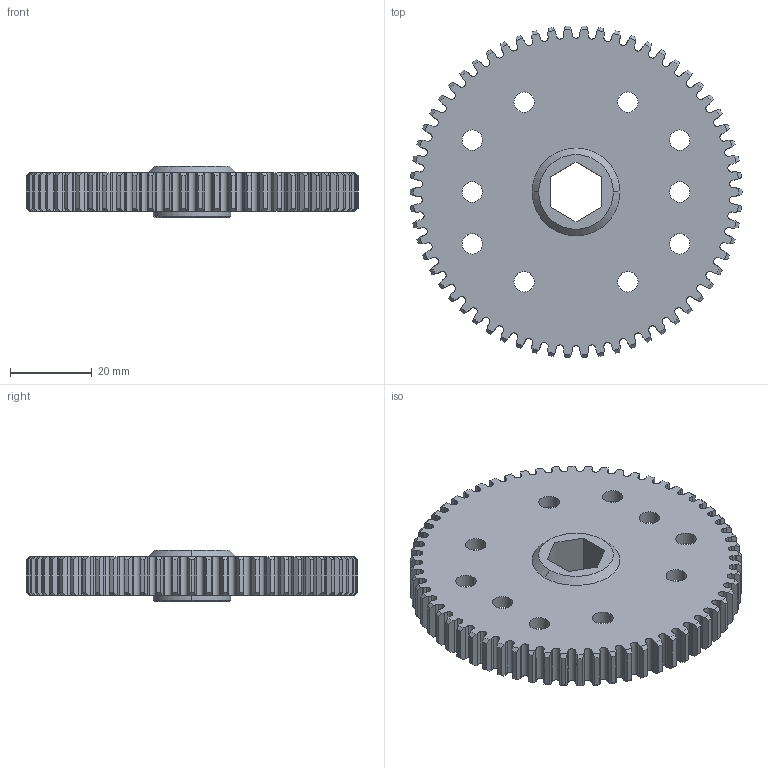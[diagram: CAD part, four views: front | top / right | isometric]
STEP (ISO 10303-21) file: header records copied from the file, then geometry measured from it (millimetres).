
FILE_DESCRIPTION (( 'STEP AP203' ), '1' );
FILE_NAME ('REV-21-1942.STEP', '2025-03-07T19:43:48', ( '' ), ( '' ), 'SwSTEP 2.0', 'SolidWorks 2022', '' );
FILE_SCHEMA (( 'CONFIG_CONTROL_DESIGN' ));
Length unit declared in the file: millimetre
Products named in the file (1): REV-21-1942
Bounding box: 81.28 x 81.23 x 12.7 mm (x, y, z)
Volume: 19545.5 mm3; surface area: 16516.5 mm2
Topology: 1 solids, 1 shells, 701 faces, 2085 edges, 1388 vertices
Faces by surface type: bspline 248, cylinder 176, plane 142, cone 131, torus 4
Entity records: 30993 total; most frequent: CARTESIAN_POINT 13911, ORIENTED_EDGE 4170, DIRECTION 2686, EDGE_CURVE 2085, VERTEX_POINT 1388, AXIS2_PLACEMENT_3D 951, B_SPLINE_CURVE_WITH_KNOTS 804, VECTOR 784
